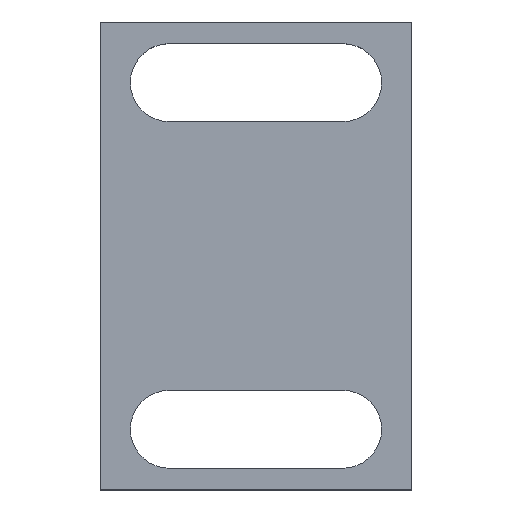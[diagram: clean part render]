
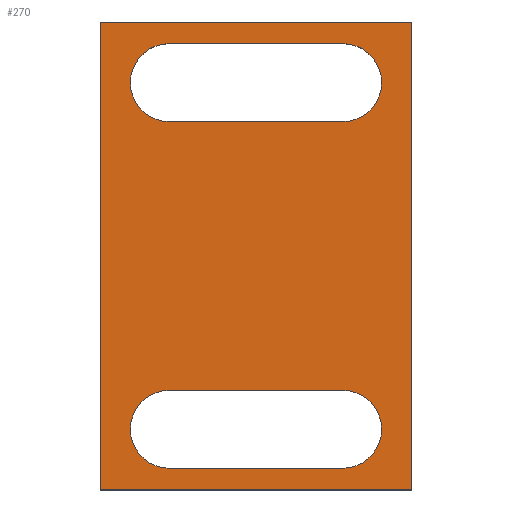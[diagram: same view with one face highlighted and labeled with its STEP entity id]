
A CAD part, top view. The second image highlights one B-rep face of the part: STEP entity #270.
In plain terms, the highlighted planar face has unit normal (0, 0, 1).
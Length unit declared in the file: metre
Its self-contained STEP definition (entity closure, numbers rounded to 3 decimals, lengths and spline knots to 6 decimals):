
#20=PLANE('',#305);
#26=LINE('',#396,#54);
#30=LINE('',#409,#58);
#35=LINE('',#423,#63);
#38=LINE('',#430,#66);
#42=LINE('',#438,#70);
#45=LINE('',#444,#73);
#47=LINE('',#450,#75);
#49=LINE('',#453,#77);
#54=VECTOR('',#321,1.);
#58=VECTOR('',#333,1.);
#63=VECTOR('',#346,1.);
#66=VECTOR('',#351,1.);
#70=VECTOR('',#357,1.);
#73=VECTOR('',#362,1.);
#75=VECTOR('',#372,1.);
#77=VECTOR('',#376,1.);
#126=ORIENTED_EDGE('',*,*,#172,.T.);
#127=ORIENTED_EDGE('',*,*,#176,.F.);
#128=ORIENTED_EDGE('',*,*,#179,.F.);
#129=ORIENTED_EDGE('',*,*,#183,.T.);
#130=ORIENTED_EDGE('',*,*,#162,.T.);
#131=ORIENTED_EDGE('',*,*,#166,.F.);
#132=ORIENTED_EDGE('',*,*,#169,.F.);
#133=ORIENTED_EDGE('',*,*,#181,.F.);
#134=ORIENTED_EDGE('',*,*,#152,.F.);
#135=ORIENTED_EDGE('',*,*,#156,.T.);
#136=ORIENTED_EDGE('',*,*,#159,.F.);
#137=ORIENTED_EDGE('',*,*,#185,.F.);
#152=EDGE_CURVE('',#188,#189,#211,.T.);
#156=EDGE_CURVE('',#188,#191,#26,.T.);
#159=EDGE_CURVE('',#193,#191,#213,.T.);
#162=EDGE_CURVE('',#197,#196,#30,.T.);
#166=EDGE_CURVE('',#199,#196,#215,.T.);
#169=EDGE_CURVE('',#201,#199,#35,.T.);
#172=EDGE_CURVE('',#205,#204,#38,.T.);
#176=EDGE_CURVE('',#207,#204,#42,.T.);
#179=EDGE_CURVE('',#209,#207,#45,.T.);
#181=EDGE_CURVE('',#197,#201,#217,.T.);
#183=EDGE_CURVE('',#209,#205,#47,.T.);
#185=EDGE_CURVE('',#189,#193,#49,.T.);
#188=VERTEX_POINT('',#387);
#189=VERTEX_POINT('',#389);
#191=VERTEX_POINT('',#395);
#193=VERTEX_POINT('',#401);
#196=VERTEX_POINT('',#408);
#197=VERTEX_POINT('',#410);
#199=VERTEX_POINT('',#416);
#201=VERTEX_POINT('',#422);
#204=VERTEX_POINT('',#429);
#205=VERTEX_POINT('',#431);
#207=VERTEX_POINT('',#437);
#209=VERTEX_POINT('',#443);
#211=CIRCLE('',#287,0.0045);
#213=CIRCLE('',#291,0.0045);
#215=CIRCLE('',#295,0.0045);
#217=CIRCLE('',#302,0.0045);
#230=EDGE_LOOP('',(#126,#127,#128,#129));
#231=EDGE_LOOP('',(#130,#131,#132,#133));
#232=EDGE_LOOP('',(#134,#135,#136,#137));
#248=FACE_BOUND('',#230,.T.);
#249=FACE_BOUND('',#231,.T.);
#250=FACE_BOUND('',#232,.T.);
#270=ADVANCED_FACE('',(#248,#249,#250),#20,.T.);
#287=AXIS2_PLACEMENT_3D('',#388,#314,#315);
#291=AXIS2_PLACEMENT_3D('',#402,#327,#328);
#295=AXIS2_PLACEMENT_3D('',#417,#340,#341);
#302=AXIS2_PLACEMENT_3D('',#447,#367,#368);
#305=AXIS2_PLACEMENT_3D('',#454,#377,#378);
#314=DIRECTION('',(0.,0.,1.));
#315=DIRECTION('',(1.,0.,0.));
#321=DIRECTION('',(1.,0.,0.));
#327=DIRECTION('',(0.,0.,1.));
#328=DIRECTION('',(1.,0.,0.));
#333=DIRECTION('',(1.,0.,0.));
#340=DIRECTION('',(0.,0.,1.));
#341=DIRECTION('',(1.,0.,0.));
#346=DIRECTION('',(1.,0.,0.));
#351=DIRECTION('',(-1.,0.,0.));
#357=DIRECTION('',(0.,1.,0.));
#362=DIRECTION('',(-1.,0.,0.));
#367=DIRECTION('',(0.,0.,1.));
#368=DIRECTION('',(1.,0.,0.));
#372=DIRECTION('',(0.,1.,0.));
#376=DIRECTION('',(1.,0.,0.));
#377=DIRECTION('',(0.,0.,1.));
#378=DIRECTION('',(1.,0.,0.));
#387=CARTESIAN_POINT('',(-0.01,-0.0155,0.0056));
#388=CARTESIAN_POINT('',(-0.01,-0.02,0.0056));
#389=CARTESIAN_POINT('',(-0.01,-0.0245,0.0056));
#395=CARTESIAN_POINT('',(0.01,-0.0155,0.0056));
#396=CARTESIAN_POINT('',(0.,-0.0155,0.0056));
#401=CARTESIAN_POINT('',(0.01,-0.0245,0.0056));
#402=CARTESIAN_POINT('',(0.01,-0.02,0.0056));
#408=CARTESIAN_POINT('',(0.01,0.0245,0.0056));
#409=CARTESIAN_POINT('',(0.,0.0245,0.0056));
#410=CARTESIAN_POINT('',(-0.01,0.0245,0.0056));
#416=CARTESIAN_POINT('',(0.01,0.0155,0.0056));
#417=CARTESIAN_POINT('',(0.01,0.02,0.0056));
#422=CARTESIAN_POINT('',(-0.01,0.0155,0.0056));
#423=CARTESIAN_POINT('',(0.,0.0155,0.0056));
#429=CARTESIAN_POINT('',(-0.018,0.027,0.0056));
#430=CARTESIAN_POINT('',(0.014,0.027,0.0056));
#431=CARTESIAN_POINT('',(0.018,0.027,0.0056));
#437=CARTESIAN_POINT('',(-0.018,-0.027,0.0056));
#438=CARTESIAN_POINT('',(-0.018,0.,0.0056));
#443=CARTESIAN_POINT('',(0.018,-0.027,0.0056));
#444=CARTESIAN_POINT('',(-0.014,-0.027,0.0056));
#447=CARTESIAN_POINT('',(-0.01,0.02,0.0056));
#450=CARTESIAN_POINT('',(0.018,0.,0.0056));
#453=CARTESIAN_POINT('',(0.,-0.0245,0.0056));
#454=CARTESIAN_POINT('',(0.000005,-0.000039,0.0056));
